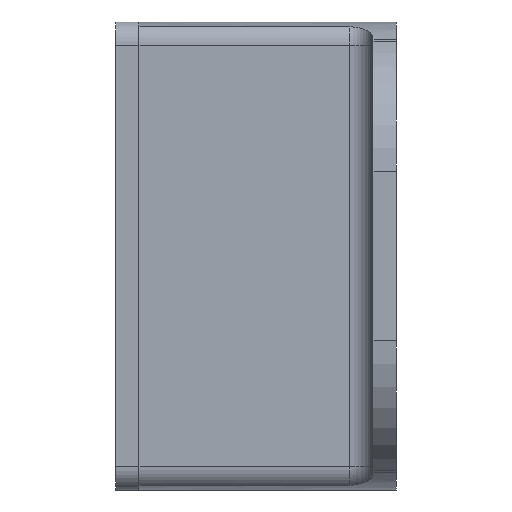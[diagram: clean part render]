
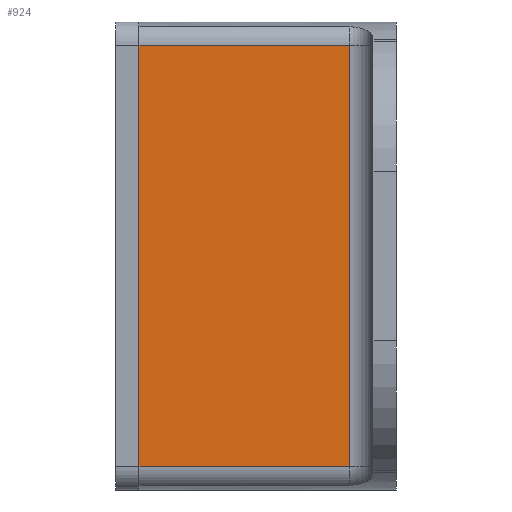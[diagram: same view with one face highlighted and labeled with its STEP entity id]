
A CAD part, left-side view. The second image highlights one B-rep face of the part: STEP entity #924.
In plain terms, the highlighted planar face has unit normal (-1, 0, 0).
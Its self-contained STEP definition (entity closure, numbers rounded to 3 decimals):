
#121 = VECTOR ( 'NONE', #5680, 1000. ) ;
#310 = VECTOR ( 'NONE', #365, 1000. ) ;
#365 = DIRECTION ( 'NONE',  ( 0., 0., 1. ) ) ;
#379 = DIRECTION ( 'NONE',  ( 0., -1., 0. ) ) ;
#407 = LINE ( 'NONE', #4103, #773 ) ;
#519 = DIRECTION ( 'NONE',  ( 0., 0., -1. ) ) ;
#546 = DIRECTION ( 'NONE',  ( 1., 0., 0. ) ) ;
#732 = CARTESIAN_POINT ( 'NONE',  ( -35., 4., -18. ) ) ;
#746 = CARTESIAN_POINT ( 'NONE',  ( -35., 22., 18. ) ) ;
#773 = VECTOR ( 'NONE', #3616, 1000. ) ;
#872 = VERTEX_POINT ( 'NONE', #5851 ) ;
#924 = ADVANCED_FACE ( 'NONE', ( #3782 ), #1059, .F. ) ;
#1059 = PLANE ( 'NONE',  #5640 ) ;
#1147 = VERTEX_POINT ( 'NONE', #4825 ) ;
#1166 = LINE ( 'NONE', #3082, #5863 ) ;
#1334 = LINE ( 'NONE', #5435, #310 ) ;
#1454 = CARTESIAN_POINT ( 'NONE',  ( -35., 22., -18. ) ) ;
#2651 = VERTEX_POINT ( 'NONE', #746 ) ;
#2883 = ORIENTED_EDGE ( 'NONE', *, *, #5236, .F. ) ;
#3013 = EDGE_CURVE ( 'NONE', #2651, #872, #1166, .T. ) ;
#3060 = ORIENTED_EDGE ( 'NONE', *, *, #3258, .T. ) ;
#3082 = CARTESIAN_POINT ( 'NONE',  ( -35., 22., 18. ) ) ;
#3258 = EDGE_CURVE ( 'NONE', #1147, #4734, #407, .T. ) ;
#3616 = DIRECTION ( 'NONE',  ( 0., -1., 0. ) ) ;
#3782 = FACE_OUTER_BOUND ( 'NONE', #4839, .T. ) ;
#3823 = CARTESIAN_POINT ( 'NONE',  ( -35., 4., -18. ) ) ;
#4103 = CARTESIAN_POINT ( 'NONE',  ( -35., 22., -18. ) ) ;
#4497 = EDGE_CURVE ( 'NONE', #4734, #872, #4662, .T. ) ;
#4662 = LINE ( 'NONE', #3823, #121 ) ;
#4734 = VERTEX_POINT ( 'NONE', #732 ) ;
#4825 = CARTESIAN_POINT ( 'NONE',  ( -35., 22., -18. ) ) ;
#4839 = EDGE_LOOP ( 'NONE', ( #3060, #5161, #5445, #2883 ) ) ;
#5161 = ORIENTED_EDGE ( 'NONE', *, *, #4497, .T. ) ;
#5236 = EDGE_CURVE ( 'NONE', #1147, #2651, #1334, .T. ) ;
#5435 = CARTESIAN_POINT ( 'NONE',  ( -35., 22., -18. ) ) ;
#5445 = ORIENTED_EDGE ( 'NONE', *, *, #3013, .F. ) ;
#5640 = AXIS2_PLACEMENT_3D ( 'NONE', #1454, #546, #519 ) ;
#5680 = DIRECTION ( 'NONE',  ( 0., 0., 1. ) ) ;
#5851 = CARTESIAN_POINT ( 'NONE',  ( -35., 4., 18. ) ) ;
#5863 = VECTOR ( 'NONE', #379, 1000. ) ;
